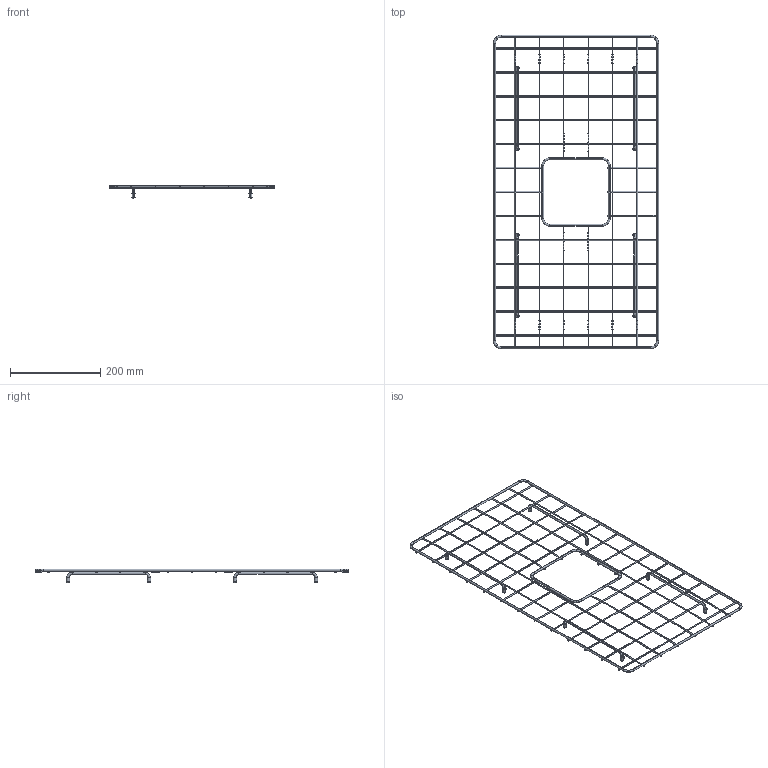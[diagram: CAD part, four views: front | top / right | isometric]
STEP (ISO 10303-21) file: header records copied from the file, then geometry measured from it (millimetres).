
FILE_DESCRIPTION((''),'2;1');
FILE_NAME('2300-2012_ASM','2021-10-13T',('timv'),(''),'CREO PARAMETRIC BY PTC INC, 2015080','CREO PARAMETRIC BY PTC INC, 2015080','');
FILE_SCHEMA(('CONFIG_CONTROL_DESIGN'));
Length unit declared in the file: millimetre
Products named in the file (16): CAN15C8F595TW8Q_1; CAN15C8F595TW8Q_14; CAN15C8F595TW8Q_6; CAN15C8F595TW8Q_10; CAN15C8F595TW8Q_11; CAN15C8F595TW8Q_18; CAN15C8F595TW8Q_19; CAN15C8F595TW8Q_20; CAN15C8F595TW8Q_22; CAN15C8F595TW8Q_24; CAN15C8F595TW8Q_30; CAN15C8F595TW8Q_31; CAN15C8F595TW8Q_ASM; GL-180; GLF-100; 2300-2012_ASM
Assembly tree (39 placements, depth 3):
  2300-2012_ASM
    CAN15C8F595TW8Q_ASM
      CAN15C8F595TW8Q_1
      CAN15C8F595TW8Q_14
      CAN15C8F595TW8Q_6  x10
      CAN15C8F595TW8Q_10
      CAN15C8F595TW8Q_11
      CAN15C8F595TW8Q_18
      CAN15C8F595TW8Q_19  x6
      CAN15C8F595TW8Q_20
      CAN15C8F595TW8Q_22
      CAN15C8F595TW8Q_24
      CAN15C8F595TW8Q_30
      CAN15C8F595TW8Q_31
    GL-180  x4
    GLF-100  x8
Bounding box: 366 x 695.19 x 30.2 mm (x, y, z)
Volume: 124778.8 mm3; surface area: 134620.9 mm2
Topology: 38 solids, 38 shells, 368 faces, 712 edges, 408 vertices
Faces by surface type: cylinder 120, torus 112, plane 72, cone 48, sphere 16
Entity records: 6120 total; most frequent: DIRECTION 1334, CARTESIAN_POINT 946, ORIENTED_EDGE 840, AXIS2_PLACEMENT_3D 627, EDGE_CURVE 420, CIRCLE 340, VERTEX_POINT 239, EDGE_LOOP 207
